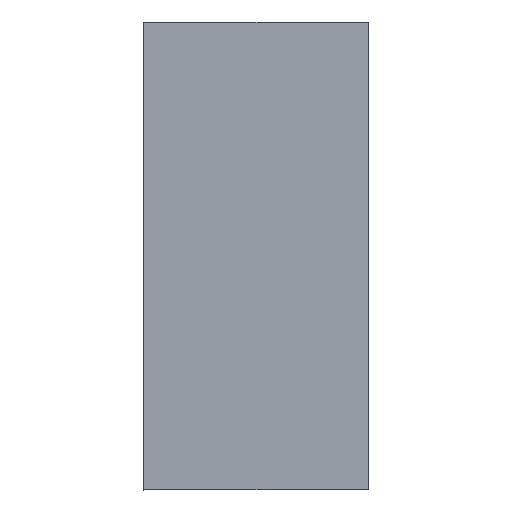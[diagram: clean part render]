
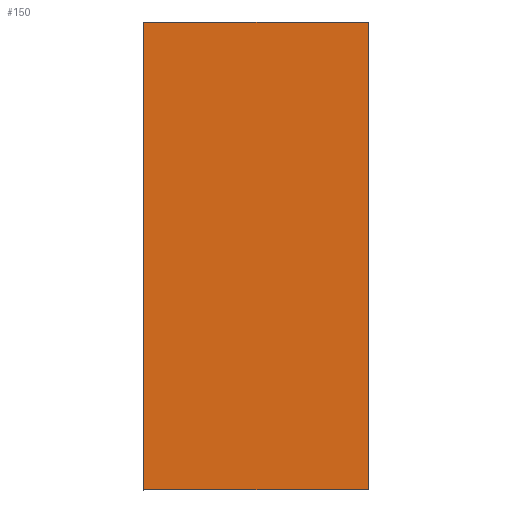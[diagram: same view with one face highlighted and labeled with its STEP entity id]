
A CAD part, top view. The second image highlights one B-rep face of the part: STEP entity #150.
In plain terms, the highlighted planar face has unit normal (0, 0, 1).
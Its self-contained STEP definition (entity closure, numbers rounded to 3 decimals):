
#32=CARTESIAN_POINT('',(70.684,-12.5,1.842));
#33=VERTEX_POINT('',#32);
#34=CARTESIAN_POINT('',(70.684,12.5,1.842));
#35=VERTEX_POINT('',#34);
#36=CARTESIAN_POINT('',(70.684,-12.5,1.842));
#37=DIRECTION('',(-0.,1.,-0.));
#38=VECTOR('',#37,25.);
#39=LINE('',#36,#38);
#40=EDGE_CURVE('',#33,#35,#39,.T.);
#104=CARTESIAN_POINT('',(58.684,-12.5,1.842));
#105=VERTEX_POINT('',#104);
#112=CARTESIAN_POINT('',(58.684,12.5,1.842));
#113=VERTEX_POINT('',#112);
#114=CARTESIAN_POINT('',(58.684,-12.5,1.842));
#115=DIRECTION('',(0.,1.,0.));
#116=VECTOR('',#115,25.);
#117=LINE('',#114,#116);
#118=EDGE_CURVE('',#105,#113,#117,.T.);
#129=CARTESIAN_POINT('',(68.184,-12.5,1.842));
#130=DIRECTION('',(0.,0.,-1.));
#131=DIRECTION('',(1.,0.,0.));
#132=AXIS2_PLACEMENT_3D('',#129,#130,#131);
#133=PLANE('',#132);
#134=ORIENTED_EDGE('',*,*,#118,.F.);
#135=CARTESIAN_POINT('',(58.684,-12.5,1.842));
#136=DIRECTION('',(1.,0.,0.));
#137=VECTOR('',#136,12.);
#138=LINE('',#135,#137);
#139=EDGE_CURVE('',#105,#33,#138,.T.);
#140=ORIENTED_EDGE('',*,*,#139,.T.);
#141=ORIENTED_EDGE('',*,*,#40,.T.);
#142=CARTESIAN_POINT('',(58.684,12.5,1.842));
#143=DIRECTION('',(1.,-0.,0.));
#144=VECTOR('',#143,12.);
#145=LINE('',#142,#144);
#146=EDGE_CURVE('',#113,#35,#145,.T.);
#147=ORIENTED_EDGE('',*,*,#146,.F.);
#148=EDGE_LOOP('',(#134,#140,#141,#147));
#149=FACE_BOUND('',#148,.T.);
#150=ADVANCED_FACE('',(#149),#133,.F.);
